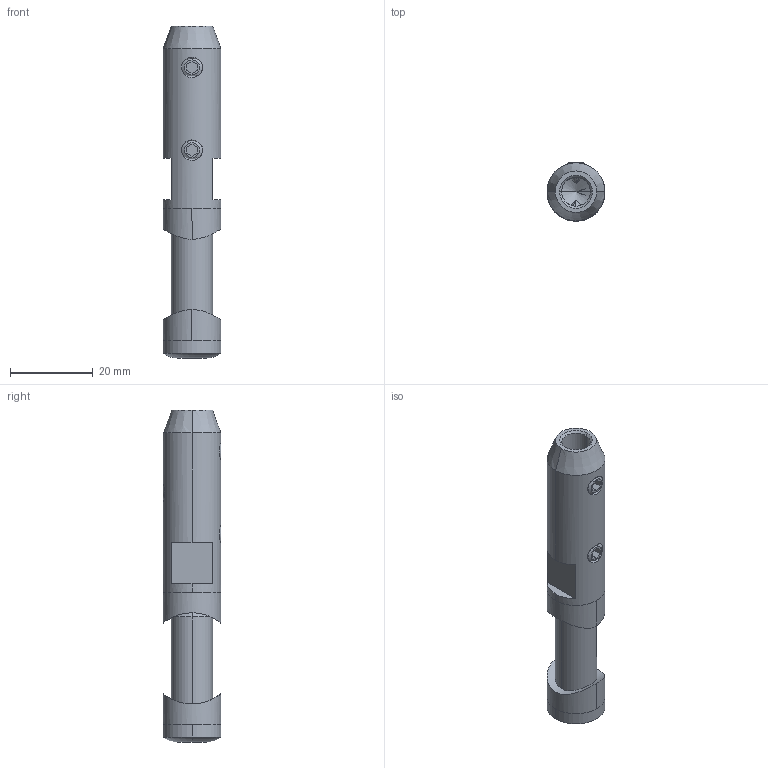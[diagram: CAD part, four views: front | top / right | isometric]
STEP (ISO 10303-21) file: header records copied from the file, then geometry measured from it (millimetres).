
FILE_DESCRIPTION (( 'STEP AP203' ), '1' );
FILE_NAME ('100081006.step', '2020-11-03T10:49:58', ( '' ), ( '' ), 'SwSTEP 2.0', 'SolidWorks 2018', '' );
FILE_SCHEMA (( 'CONFIG_CONTROL_DESIGN' ));
Length unit declared in the file: millimetre
Products named in the file (12): 10008100X Teil1_100081006 Teil1; DIN 914 M5x6; DIN 914 M5x6_DIN914 M5x5; 10008100X Teil3_10008100X Teil3; 10008100X Teil3; 100081006; 10008100X Teil1; 10008100X Teil2_10008100X Teil2; 10008100X Teil2
Assembly tree (7 placements, depth 2):
  DIN 914 M5x6
  DIN 914 M5x6
  10008100X Teil3
  DIN 914 M5x6
  10008100X Teil3
Bounding box: 14 x 14 x 80.2 mm (x, y, z)
Volume: 8476.4 mm3; surface area: 6650.8 mm2
Topology: 7 solids, 7 shells, 345 faces, 884 edges, 564 vertices
Faces by surface type: bspline 125, plane 116, cylinder 72, cone 30, torus 2
Entity records: 20260 total; most frequent: CARTESIAN_POINT 12444, ORIENTED_EDGE 1596, DIRECTION 1021, EDGE_CURVE 798, VERTEX_POINT 516, VECTOR 363, LINE 363, EDGE_LOOP 336
